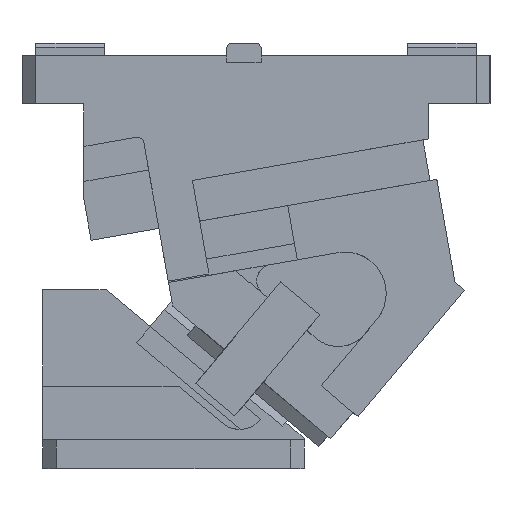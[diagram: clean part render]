
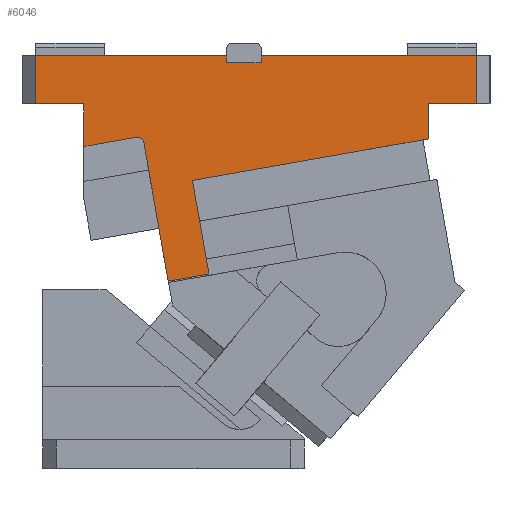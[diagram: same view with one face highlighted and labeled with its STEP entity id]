
A CAD part, front view. The second image highlights one B-rep face of the part: STEP entity #6046.
In plain terms, the highlighted planar face has unit normal (0, -1, 0).
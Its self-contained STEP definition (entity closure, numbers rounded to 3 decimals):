
#3212=CARTESIAN_POINT('Vertex',(30.,-100.,265.)) ;
#3217=CARTESIAN_POINT('Line Origine',(12.5,-100.,265.)) ;
#3221=CARTESIAN_POINT('Vertex',(-5.,-100.,265.)) ;
#4125=CARTESIAN_POINT('Line Origine',(-5.,-100.,282.5)) ;
#4129=CARTESIAN_POINT('Vertex',(-5.,-100.,300.)) ;
#4162=CARTESIAN_POINT('Vertex',(158.679,-100.,295.)) ;
#4165=CARTESIAN_POINT('Line Origine',(158.679,-100.,297.5)) ;
#4169=CARTESIAN_POINT('Vertex',(158.679,-100.,300.)) ;
#4914=CARTESIAN_POINT('Line Origine',(280.,-100.,252.278)) ;
#4918=CARTESIAN_POINT('Vertex',(280.,-100.,239.557)) ;
#4920=CARTESIAN_POINT('Vertex',(280.,-100.,265.)) ;
#4986=CARTESIAN_POINT('Line Origine',(315.,-100.,282.5)) ;
#4990=CARTESIAN_POINT('Vertex',(315.,-100.,300.)) ;
#4992=CARTESIAN_POINT('Vertex',(315.,-100.,265.)) ;
#5600=CARTESIAN_POINT('Line Origine',(297.5,-100.,265.)) ;
#5700=CARTESIAN_POINT('Line Origine',(236.839,-100.,300.)) ;
#5927=CARTESIAN_POINT('Vertex',(133.679,-100.,295.)) ;
#5930=CARTESIAN_POINT('Line Origine',(146.179,-100.,295.)) ;
#5946=CARTESIAN_POINT('Vertex',(133.679,-100.,300.)) ;
#5949=CARTESIAN_POINT('Line Origine',(133.679,-100.,297.5)) ;
#5961=CARTESIAN_POINT('Axis2P3D Location',(109.212,-100.,217.968)) ;
#5966=CARTESIAN_POINT('Line Origine',(194.408,-100.,224.464)) ;
#5970=CARTESIAN_POINT('Vertex',(108.816,-100.,209.372)) ;
#5973=CARTESIAN_POINT('Line Origine',(64.339,-100.,300.)) ;
#5978=CARTESIAN_POINT('Line Origine',(30.,-100.,249.531)) ;
#5982=CARTESIAN_POINT('Vertex',(30.,-100.,234.061)) ;
#5985=CARTESIAN_POINT('Line Origine',(48.874,-100.,237.389)) ;
#5989=CARTESIAN_POINT('Vertex',(67.749,-100.,240.717)) ;
#5993=CARTESIAN_POINT('Control Point',(73.541,-100.,236.661)) ;
#5994=CARTESIAN_POINT('Control Point',(73.446,-100.,237.201)) ;
#5995=CARTESIAN_POINT('Control Point',(73.277,-100.,237.727)) ;
#5996=CARTESIAN_POINT('Control Point',(73.037,-100.,238.227)) ;
#5997=CARTESIAN_POINT('Control Point',(72.425,-100.,239.148)) ;
#5998=CARTESIAN_POINT('Control Point',(71.588,-100.,239.871)) ;
#5999=CARTESIAN_POINT('Control Point',(71.123,-100.,240.172)) ;
#6000=CARTESIAN_POINT('Control Point',(70.187,-100.,240.609)) ;
#6001=CARTESIAN_POINT('Control Point',(69.174,-100.,240.796)) ;
#6002=CARTESIAN_POINT('Control Point',(68.695,-100.,240.827)) ;
#6003=CARTESIAN_POINT('Control Point',(68.217,-100.,240.8)) ;
#6004=CARTESIAN_POINT('Control Point',(67.749,-100.,240.717)) ;
#6005=CARTESIAN_POINT('Vertex',(73.541,-100.,236.661)) ;
#6008=CARTESIAN_POINT('Line Origine',(82.397,-100.,186.436)) ;
#6012=CARTESIAN_POINT('Vertex',(91.253,-100.,136.211)) ;
#6015=CARTESIAN_POINT('Line Origine',(106.025,-100.,138.816)) ;
#6019=CARTESIAN_POINT('Vertex',(120.798,-100.,141.42)) ;
#6022=CARTESIAN_POINT('Line Origine',(114.807,-100.,175.396)) ;
#3218=DIRECTION('Vector Direction',(-1.,0.,0.)) ;
#4126=DIRECTION('Vector Direction',(0.,0.,-1.)) ;
#4166=DIRECTION('Vector Direction',(0.,0.,-1.)) ;
#4915=DIRECTION('Vector Direction',(0.,0.,1.)) ;
#4987=DIRECTION('Vector Direction',(0.,0.,-1.)) ;
#5601=DIRECTION('Vector Direction',(1.,0.,0.)) ;
#5701=DIRECTION('Vector Direction',(1.,0.,0.)) ;
#5931=DIRECTION('Vector Direction',(1.,0.,0.)) ;
#5950=DIRECTION('Vector Direction',(0.,0.,-1.)) ;
#5962=DIRECTION('Axis2P3D Direction',(-0.,-1.,0.)) ;
#5963=DIRECTION('Axis2P3D XDirection',(-0.94,0.,0.342)) ;
#5967=DIRECTION('Vector Direction',(-0.985,0.,-0.174)) ;
#5974=DIRECTION('Vector Direction',(1.,0.,0.)) ;
#5979=DIRECTION('Vector Direction',(0.,0.,-1.)) ;
#5986=DIRECTION('Vector Direction',(0.985,0.,0.174)) ;
#6009=DIRECTION('Vector Direction',(0.174,0.,-0.985)) ;
#6016=DIRECTION('Vector Direction',(-0.985,0.,-0.174)) ;
#6023=DIRECTION('Vector Direction',(-0.174,0.,0.985)) ;
#5964=AXIS2_PLACEMENT_3D('Plane Axis2P3D',#5961,#5962,#5963) ;
#6028=ORIENTED_EDGE('',*,*,#5972,.F.) ;
#6029=ORIENTED_EDGE('',*,*,#4922,.T.) ;
#6030=ORIENTED_EDGE('',*,*,#5604,.T.) ;
#6031=ORIENTED_EDGE('',*,*,#4994,.F.) ;
#6032=ORIENTED_EDGE('',*,*,#5704,.F.) ;
#6033=ORIENTED_EDGE('',*,*,#4171,.T.) ;
#6034=ORIENTED_EDGE('',*,*,#5934,.F.) ;
#6035=ORIENTED_EDGE('',*,*,#5953,.F.) ;
#6036=ORIENTED_EDGE('',*,*,#5977,.F.) ;
#6037=ORIENTED_EDGE('',*,*,#4131,.T.) ;
#6038=ORIENTED_EDGE('',*,*,#3223,.F.) ;
#6039=ORIENTED_EDGE('',*,*,#5984,.T.) ;
#6040=ORIENTED_EDGE('',*,*,#5991,.F.) ;
#6041=ORIENTED_EDGE('',*,*,#6007,.F.) ;
#6042=ORIENTED_EDGE('',*,*,#6014,.T.) ;
#6043=ORIENTED_EDGE('',*,*,#6021,.F.) ;
#6044=ORIENTED_EDGE('',*,*,#6026,.T.) ;
#3219=VECTOR('Line Direction',#3218,1.) ;
#4127=VECTOR('Line Direction',#4126,1.) ;
#4167=VECTOR('Line Direction',#4166,1.) ;
#4916=VECTOR('Line Direction',#4915,1.) ;
#4988=VECTOR('Line Direction',#4987,1.) ;
#5602=VECTOR('Line Direction',#5601,1.) ;
#5702=VECTOR('Line Direction',#5701,1.) ;
#5932=VECTOR('Line Direction',#5931,1.) ;
#5951=VECTOR('Line Direction',#5950,1.) ;
#5968=VECTOR('Line Direction',#5967,1.) ;
#5975=VECTOR('Line Direction',#5974,1.) ;
#5980=VECTOR('Line Direction',#5979,1.) ;
#5987=VECTOR('Line Direction',#5986,1.) ;
#6010=VECTOR('Line Direction',#6009,1.) ;
#6017=VECTOR('Line Direction',#6016,1.) ;
#6024=VECTOR('Line Direction',#6023,1.) ;
#6046=ADVANCED_FACE('CAM HOLDER',(#6045),#5965,.T.) ;
#5992=B_SPLINE_CURVE_WITH_KNOTS('',5,(#5993,#5994,#5995,#5996,#5997,#5998,#5999,#6000,#6001,#6002,#6003,#6004),.UNSPECIFIED.,.F.,.U.,(6,3,3,6),(0.,3.873,7.746,11.107),.UNSPECIFIED.) ;
#3223=EDGE_CURVE('',#3213,#3222,#3220,.T.) ;
#4131=EDGE_CURVE('',#4130,#3222,#4128,.T.) ;
#4171=EDGE_CURVE('',#4170,#4163,#4168,.T.) ;
#4922=EDGE_CURVE('',#4919,#4921,#4917,.T.) ;
#4994=EDGE_CURVE('',#4991,#4993,#4989,.T.) ;
#5604=EDGE_CURVE('',#4921,#4993,#5603,.T.) ;
#5704=EDGE_CURVE('',#4170,#4991,#5703,.T.) ;
#5934=EDGE_CURVE('',#5928,#4163,#5933,.T.) ;
#5953=EDGE_CURVE('',#5947,#5928,#5952,.T.) ;
#5972=EDGE_CURVE('',#4919,#5971,#5969,.T.) ;
#5977=EDGE_CURVE('',#4130,#5947,#5976,.T.) ;
#5984=EDGE_CURVE('',#3213,#5983,#5981,.T.) ;
#5991=EDGE_CURVE('',#5990,#5983,#5988,.F.) ;
#6007=EDGE_CURVE('',#6006,#5990,#5992,.T.) ;
#6014=EDGE_CURVE('',#6006,#6013,#6011,.T.) ;
#6021=EDGE_CURVE('',#6020,#6013,#6018,.T.) ;
#6026=EDGE_CURVE('',#6020,#5971,#6025,.T.) ;
#6027=EDGE_LOOP('',(#6028,#6029,#6030,#6031,#6032,#6033,#6034,#6035,#6036,#6037,#6038,#6039,#6040,#6041,#6042,#6043,#6044)) ;
#6045=FACE_OUTER_BOUND('',#6027,.T.) ;
#3220=LINE('Line',#3217,#3219) ;
#4128=LINE('Line',#4125,#4127) ;
#4168=LINE('Line',#4165,#4167) ;
#4917=LINE('Line',#4914,#4916) ;
#4989=LINE('Line',#4986,#4988) ;
#5603=LINE('Line',#5600,#5602) ;
#5703=LINE('Line',#5700,#5702) ;
#5933=LINE('Line',#5930,#5932) ;
#5952=LINE('Line',#5949,#5951) ;
#5969=LINE('Line',#5966,#5968) ;
#5976=LINE('Line',#5973,#5975) ;
#5981=LINE('Line',#5978,#5980) ;
#5988=LINE('Line',#5985,#5987) ;
#6011=LINE('Line',#6008,#6010) ;
#6018=LINE('Line',#6015,#6017) ;
#6025=LINE('Line',#6022,#6024) ;
#5965=PLANE('Plane',#5964) ;
#3213=VERTEX_POINT('',#3212) ;
#3222=VERTEX_POINT('',#3221) ;
#4130=VERTEX_POINT('',#4129) ;
#4163=VERTEX_POINT('',#4162) ;
#4170=VERTEX_POINT('',#4169) ;
#4919=VERTEX_POINT('',#4918) ;
#4921=VERTEX_POINT('',#4920) ;
#4991=VERTEX_POINT('',#4990) ;
#4993=VERTEX_POINT('',#4992) ;
#5928=VERTEX_POINT('',#5927) ;
#5947=VERTEX_POINT('',#5946) ;
#5971=VERTEX_POINT('',#5970) ;
#5983=VERTEX_POINT('',#5982) ;
#5990=VERTEX_POINT('',#5989) ;
#6006=VERTEX_POINT('',#6005) ;
#6013=VERTEX_POINT('',#6012) ;
#6020=VERTEX_POINT('',#6019) ;
